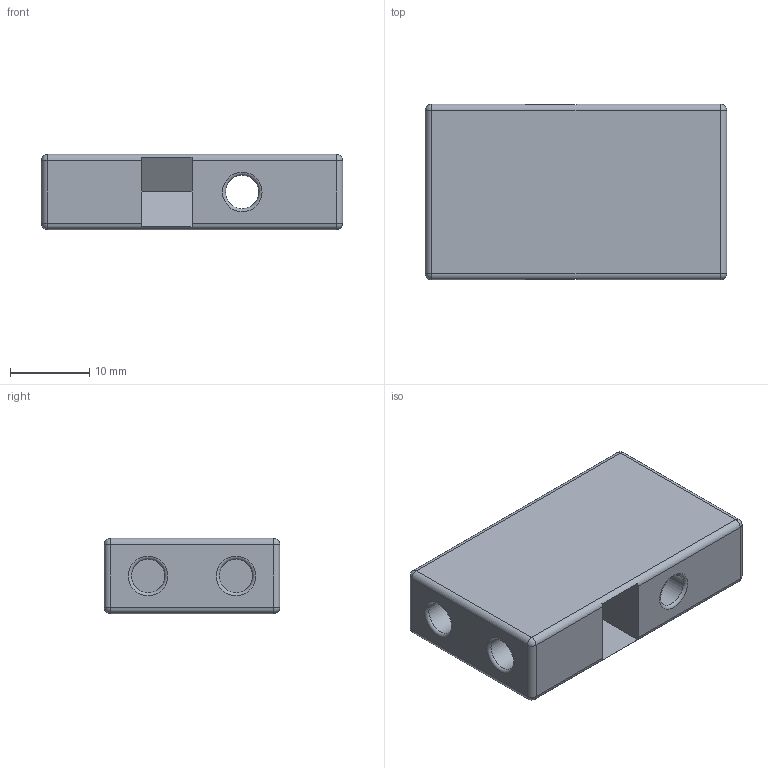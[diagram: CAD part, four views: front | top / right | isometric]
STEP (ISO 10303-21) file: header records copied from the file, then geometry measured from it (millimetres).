
FILE_DESCRIPTION(/* description */ (''),/* implementation_level */ '2;1');
FILE_NAME(/* name */ '.5x1 Tube Stock Insert.stp',/* time_stamp */ '2023-12-21T14:21:08-08:00',/* author */ ('aaron'),/* organization */ (''),/* preprocessor_version */ 'ST-DEVELOPER v19.2',/* originating_system */ 'Autodesk Inventor 2024',/* authorisation */ '');
FILE_SCHEMA (('AUTOMOTIVE_DESIGN { 1 0 10303 214 3 1 1 }'));
Length unit declared in the file: inch
Products named in the file (1): .5x1 Tube Stock Insert
Bounding box: 38.1 x 22.23 x 9.53 mm (x, y, z)
Volume: 6326.6 mm3; surface area: 3830.3 mm2
Topology: 1 solids, 1 shells, 47 faces, 111 edges, 66 vertices
Faces by surface type: plane 20, cylinder 15, sphere 8, torus 4
Full cylindrical faces by diameter (mm): 4.216 x3
Entity records: 1409 total; most frequent: DIRECTION 257, CARTESIAN_POINT 225, ORIENTED_EDGE 222, EDGE_CURVE 111, AXIS2_PLACEMENT_3D 98, VERTEX_POINT 66, LINE 61, VECTOR 61
